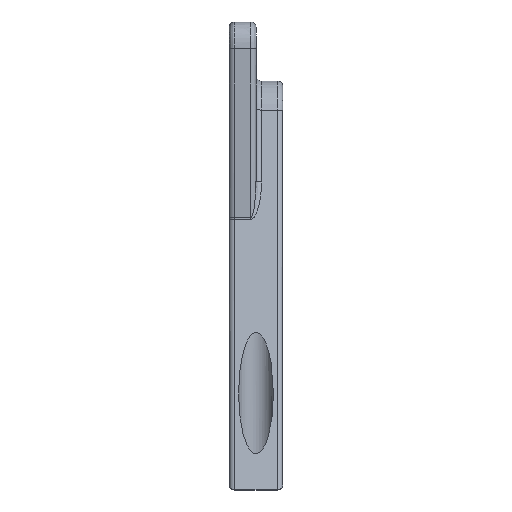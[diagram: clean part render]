
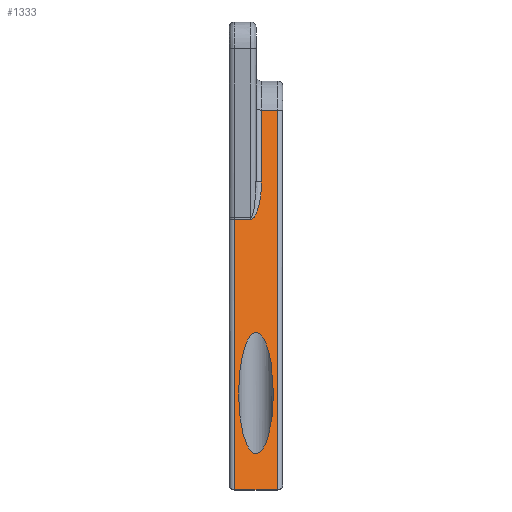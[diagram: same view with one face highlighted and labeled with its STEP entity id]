
A CAD part, front view. The second image highlights one B-rep face of the part: STEP entity #1333.
In plain terms, the highlighted planar face has unit normal (0, -0.961, 0.277).
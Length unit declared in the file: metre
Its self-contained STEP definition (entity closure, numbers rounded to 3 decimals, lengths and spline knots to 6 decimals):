
#164=ELLIPSE('',#1437,0.01491,0.004128);
#165=ELLIPSE('',#1438,0.009175,0.00254);
#197=ORIENTED_EDGE('',*,*,#589,.F.);
#198=ORIENTED_EDGE('',*,*,#590,.T.);
#199=ORIENTED_EDGE('',*,*,#591,.T.);
#200=ORIENTED_EDGE('',*,*,#592,.T.);
#201=ORIENTED_EDGE('',*,*,#593,.T.);
#202=ORIENTED_EDGE('',*,*,#594,.T.);
#203=ORIENTED_EDGE('',*,*,#595,.T.);
#204=ORIENTED_EDGE('',*,*,#596,.F.);
#589=EDGE_CURVE('',#785,#785,#164,.T.);
#590=EDGE_CURVE('',#786,#787,#906,.F.);
#591=EDGE_CURVE('',#787,#788,#165,.F.);
#592=EDGE_CURVE('',#788,#789,#907,.T.);
#593=EDGE_CURVE('',#789,#790,#908,.F.);
#594=EDGE_CURVE('',#790,#791,#909,.T.);
#595=EDGE_CURVE('',#791,#792,#910,.T.);
#596=EDGE_CURVE('',#786,#792,#911,.T.);
#785=VERTEX_POINT('',#2005);
#786=VERTEX_POINT('',#2007);
#787=VERTEX_POINT('',#2008);
#788=VERTEX_POINT('',#2010);
#789=VERTEX_POINT('',#2012);
#790=VERTEX_POINT('',#2014);
#791=VERTEX_POINT('',#2016);
#792=VERTEX_POINT('',#2018);
#906=LINE('',#2006,#995);
#907=LINE('',#2011,#996);
#908=LINE('',#2013,#997);
#909=LINE('',#2015,#998);
#910=LINE('',#2017,#999);
#911=LINE('',#2019,#1000);
#995=VECTOR('',#1606,1.);
#996=VECTOR('',#1609,1.);
#997=VECTOR('',#1610,1.);
#998=VECTOR('',#1611,1.);
#999=VECTOR('',#1612,1.);
#1000=VECTOR('',#1613,1.);
#1078=EDGE_LOOP('',(#197));
#1079=EDGE_LOOP('',(#198,#199,#200,#201,#202,#203,#204));
#1196=FACE_BOUND('',#1078,.T.);
#1197=FACE_BOUND('',#1079,.T.);
#1313=PLANE('',#1436);
#1333=ADVANCED_FACE('',(#1196,#1197),#1313,.T.);
#1436=AXIS2_PLACEMENT_3D('',#2003,#1602,#1603);
#1437=AXIS2_PLACEMENT_3D('',#2004,#1604,#1605);
#1438=AXIS2_PLACEMENT_3D('',#2009,#1607,#1608);
#1602=DIRECTION('',(0.,-0.961,0.277));
#1603=DIRECTION('',(0.,-0.277,-0.961));
#1604=DIRECTION('',(0.,-0.961,0.277));
#1605=DIRECTION('',(0.,0.277,0.961));
#1606=DIRECTION('',(0.,0.277,0.961));
#1607=DIRECTION('',(0.,-0.961,0.277));
#1608=DIRECTION('',(0.,-0.277,-0.961));
#1609=DIRECTION('',(-1.,0.,0.));
#1610=DIRECTION('',(0.,0.277,0.961));
#1611=DIRECTION('',(1.,0.,0.));
#1612=DIRECTION('',(0.,0.277,0.961));
#1613=DIRECTION('',(1.,0.,0.));
#2003=CARTESIAN_POINT('',(-0.06292,-0.116338,0.063843));
#2004=CARTESIAN_POINT('',(-0.05657,-0.122691,0.041789));
#2005=CARTESIAN_POINT('',(-0.05657,-0.118564,0.056116));
#2006=CARTESIAN_POINT('',(-0.0553,-0.116338,0.063843));
#2007=CARTESIAN_POINT('',(-0.0553,-0.103376,0.108837));
#2008=CARTESIAN_POINT('',(-0.0553,-0.108282,0.091804));
#2009=CARTESIAN_POINT('',(-0.05784,-0.108282,0.091804));
#2010=CARTESIAN_POINT('',(-0.05784,-0.110822,0.082987));
#2011=CARTESIAN_POINT('',(-0.06292,-0.110822,0.082987));
#2012=CARTESIAN_POINT('',(-0.06165,-0.110822,0.082987));
#2013=CARTESIAN_POINT('',(-0.06165,-0.116338,0.063843));
#2014=CARTESIAN_POINT('',(-0.06165,-0.129299,0.01885));
#2015=CARTESIAN_POINT('',(-0.06292,-0.129299,0.01885));
#2016=CARTESIAN_POINT('',(-0.05149,-0.129299,0.01885));
#2017=CARTESIAN_POINT('',(-0.05149,-0.103376,0.108837));
#2018=CARTESIAN_POINT('',(-0.05149,-0.103376,0.108837));
#2019=CARTESIAN_POINT('',(-0.06292,-0.103376,0.108837));
